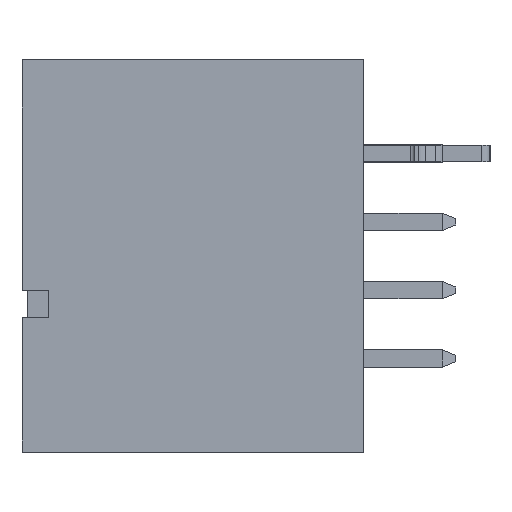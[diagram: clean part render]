
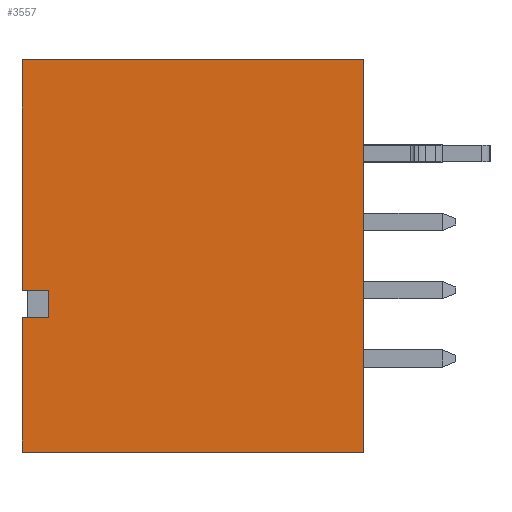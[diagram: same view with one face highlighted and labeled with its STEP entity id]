
A CAD part, left-side view. The second image highlights one B-rep face of the part: STEP entity #3557.
In plain terms, the highlighted planar face has unit normal (-1, 0, 0).
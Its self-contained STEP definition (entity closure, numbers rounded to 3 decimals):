
#3486=CARTESIAN_POINT('',(7.615,8.255,-7.29));
#3487=DIRECTION('',(0.,-1.,0.));
#3488=DIRECTION('',(-1.,0.,0.));
#3489=AXIS2_PLACEMENT_3D('',#3486,#3488,#3487);
#3490=PLANE('',#3489);
#3491=CARTESIAN_POINT('',(7.615,7.255,-2.275));
#3492=VERTEX_POINT('',#3491);
#3493=CARTESIAN_POINT('',(7.615,8.255,-2.275));
#3494=VERTEX_POINT('',#3493);
#3495=CARTESIAN_POINT('',(7.615,7.255,-2.275));
#3496=DIRECTION('',(0.,1.,0.));
#3497=VECTOR('',#3496,1.);
#3498=LINE('',#3495,#3497);
#3499=EDGE_CURVE('',#3492,#3494,#3498,.T.);
#3500=ORIENTED_EDGE('',*,*,#3499,.T.);
#3501=CARTESIAN_POINT('',(7.615,8.255,-7.29));
#3502=VERTEX_POINT('',#3501);
#3503=CARTESIAN_POINT('',(7.615,8.255,-2.275));
#3504=DIRECTION('',(0.,0.,-1.));
#3505=VECTOR('',#3504,5.015);
#3506=LINE('',#3503,#3505);
#3507=EDGE_CURVE('',#3494,#3502,#3506,.T.);
#3508=ORIENTED_EDGE('',*,*,#3507,.T.);
#3509=CARTESIAN_POINT('',(7.615,-4.445,-7.29));
#3510=VERTEX_POINT('',#3509);
#3511=CARTESIAN_POINT('',(7.615,8.255,-7.29));
#3512=DIRECTION('',(0.,-1.,0.));
#3513=VECTOR('',#3512,12.7);
#3514=LINE('',#3511,#3513);
#3515=EDGE_CURVE('',#3502,#3510,#3514,.T.);
#3516=ORIENTED_EDGE('',*,*,#3515,.T.);
#3517=CARTESIAN_POINT('',(7.615,-4.445,7.29));
#3518=VERTEX_POINT('',#3517);
#3519=CARTESIAN_POINT('',(7.615,-4.445,-7.29));
#3520=DIRECTION('',(0.,0.,1.));
#3521=VECTOR('',#3520,14.58);
#3522=LINE('',#3519,#3521);
#3523=EDGE_CURVE('',#3510,#3518,#3522,.T.);
#3524=ORIENTED_EDGE('',*,*,#3523,.T.);
#3525=CARTESIAN_POINT('',(7.615,8.255,7.29));
#3526=VERTEX_POINT('',#3525);
#3527=CARTESIAN_POINT('',(7.615,-4.445,7.29));
#3528=DIRECTION('',(0.,1.,0.));
#3529=VECTOR('',#3528,12.7);
#3530=LINE('',#3527,#3529);
#3531=EDGE_CURVE('',#3518,#3526,#3530,.T.);
#3532=ORIENTED_EDGE('',*,*,#3531,.T.);
#3533=CARTESIAN_POINT('',(7.615,8.255,-1.275));
#3534=VERTEX_POINT('',#3533);
#3535=CARTESIAN_POINT('',(7.615,8.255,7.29));
#3536=DIRECTION('',(0.,0.,-1.));
#3537=VECTOR('',#3536,8.565);
#3538=LINE('',#3535,#3537);
#3539=EDGE_CURVE('',#3526,#3534,#3538,.T.);
#3540=ORIENTED_EDGE('',*,*,#3539,.T.);
#3541=CARTESIAN_POINT('',(7.615,7.255,-1.275));
#3542=VERTEX_POINT('',#3541);
#3543=CARTESIAN_POINT('',(7.615,8.255,-1.275));
#3544=DIRECTION('',(0.,-1.,0.));
#3545=VECTOR('',#3544,1.);
#3546=LINE('',#3543,#3545);
#3547=EDGE_CURVE('',#3534,#3542,#3546,.T.);
#3548=ORIENTED_EDGE('',*,*,#3547,.T.);
#3549=CARTESIAN_POINT('',(7.615,7.255,-1.275));
#3550=DIRECTION('',(0.,0.,-1.));
#3551=VECTOR('',#3550,1.);
#3552=LINE('',#3549,#3551);
#3553=EDGE_CURVE('',#3542,#3492,#3552,.T.);
#3554=ORIENTED_EDGE('',*,*,#3553,.T.);
#3555=EDGE_LOOP('',(#3500,#3508,#3516,#3524,#3532,#3540,#3548,#3554));
#3556=FACE_OUTER_BOUND('',#3555,.T.);
#3557=ADVANCED_FACE('',(#3556),#3490,.T.);
